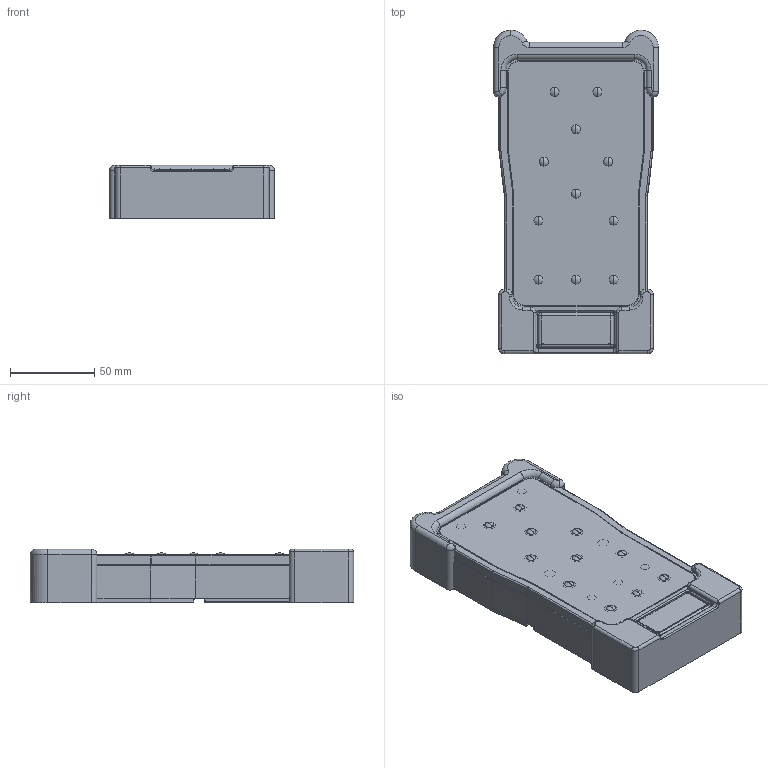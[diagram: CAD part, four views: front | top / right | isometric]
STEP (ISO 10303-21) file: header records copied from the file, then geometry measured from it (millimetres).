
FILE_DESCRIPTION (( 'STEP AP214' ), '1' );
FILE_NAME ('7010_Panel_MountDD.STEP', '2010-07-07T17:45:31', ( 'Rick' ), ( '' ), 'SwSTEP 2.0', 'SolidWorks 2010', '' );
FILE_SCHEMA (( 'AUTOMOTIVE_DESIGN' ));
Length unit declared in the file: inch
Products named in the file (13): Products.Monitors.70XX-EXM_Transmitters-7010-EXM_Panel_Mount7010 (00007010)Panel Mount Enclosure 7010-EXM240NULL; Products.Monitors.70XX-EXM_Transmitters-7010-EXM_Panel_Mount81616001Input Controller (7010-EXM Panel Mount)80NULL; Products.Monitors.70XX-EXM_Transmitters-7010-EXM_Panel_Mount28360000Cover - USB Port110NULL; Products.Monitors.70XX-EXM_Transmitters-7010-EXM_Panel_Mount28359000Enclosure Top Cover130NULL; Products.Monitors.70XX-EXM_Transmitters-7010-EXM_Panel_Mount28358000Enclosure100NULL; Hardware.Screws-Machine Screws61148000Screw-Mach (6-32 x 0.250-lg) Flat Head10NULL; Products.Monitors.70XX-EXM_Transmitters-7010-EXM_Panel_Mount44622000Label - Input Control20NULL; Products.Monitors.70XX-EXM_Transmitters-7010-EXM_Panel_Mount44623000Label - Identification20NULL; Products.Monitors.70XX-EXM_Transmitters-7010-EXM_Panel_Mount16595000Bumper - Enclosure USB Port30NULL; Products.Monitors.70XX-EXM_Transmitters-7010-EXM_Panel_Mount16594000Bumper - Enclosure End40NULL; Products.Monitors.70XX-EXM_Transmitters-7010-EXM_Panel_Mount28361000Cover - RF Board80NULL; Hardware.Screws-Machine Screws65114000Screw-Mach (4-40 x 0.375-lg) Slotted Pan Hd SS20NULL; 7010_Panel_MountDD
Assembly tree (16 placements, depth 4):
  7010_Panel_MountDD
    Products.Monitors.70XX-EXM_Transmitters-7010-EXM_Panel_Mount7010 (00007010)Panel Mount Enclosure 7010-EXM240NULL
      Products.Monitors.70XX-EXM_Transmitters-7010-EXM_Panel_Mount81616001Input Controller (7010-EXM Panel Mount)80NULL
        Hardware.Screws-Machine Screws65114000Screw-Mach (4-40 x 0.375-lg) Slotted Pan Hd SS20NULL  x4
        Products.Monitors.70XX-EXM_Transmitters-7010-EXM_Panel_Mount28359000Enclosure Top Cover130NULL
        Products.Monitors.70XX-EXM_Transmitters-7010-EXM_Panel_Mount44622000Label - Input Control20NULL
        Products.Monitors.70XX-EXM_Transmitters-7010-EXM_Panel_Mount44623000Label - Identification20NULL
        Products.Monitors.70XX-EXM_Transmitters-7010-EXM_Panel_Mount28358000Enclosure100NULL
        Products.Monitors.70XX-EXM_Transmitters-7010-EXM_Panel_Mount28360000Cover - USB Port110NULL
        Products.Monitors.70XX-EXM_Transmitters-7010-EXM_Panel_Mount16595000Bumper - Enclosure USB Port30NULL
        Products.Monitors.70XX-EXM_Transmitters-7010-EXM_Panel_Mount28361000Cover - RF Board80NULL
        Hardware.Screws-Machine Screws61148000Screw-Mach (6-32 x 0.250-lg) Flat Head10NULL  x2
        Products.Monitors.70XX-EXM_Transmitters-7010-EXM_Panel_Mount16594000Bumper - Enclosure End40NULL
Bounding box: 97.63 x 191.42 x 31.74 mm (x, y, z)
Volume: 229862.8 mm3; surface area: 171611.5 mm2
Topology: 14 solids, 14 shells, 2746 faces, 6405 edges, 3754 vertices
Faces by surface type: cylinder 863, torus 544, plane 518, bspline 457, cone 289, sphere 75
Entity records: 129377 total; most frequent: CARTESIAN_POINT 34820, DIRECTION 12530, ORIENTED_EDGE 12486, EDGE_CURVE 6243, AXIS2_PLACEMENT_3D 5213, VERTEX_POINT 3674, CIRCLE 2960, EDGE_LOOP 2851
